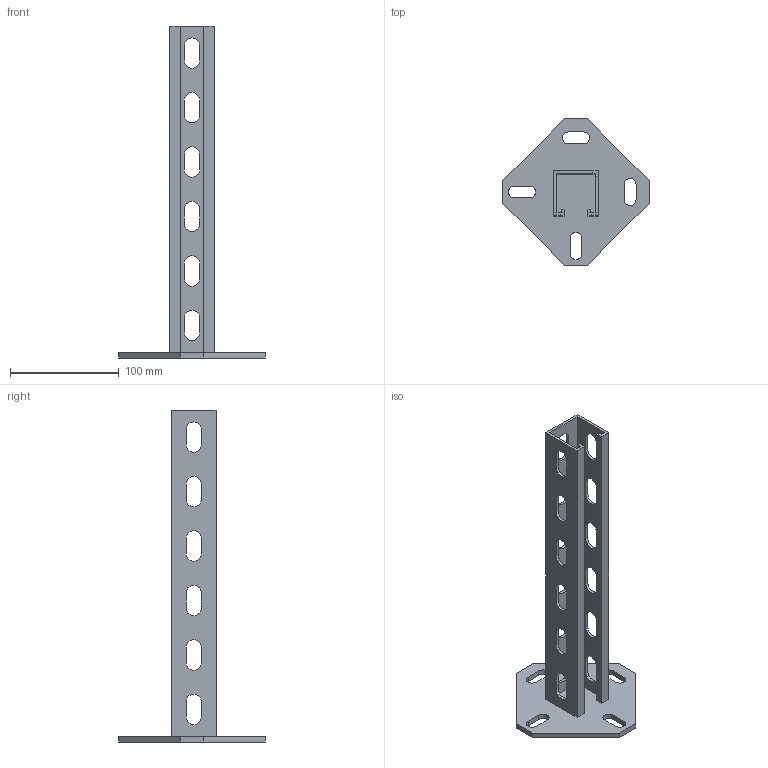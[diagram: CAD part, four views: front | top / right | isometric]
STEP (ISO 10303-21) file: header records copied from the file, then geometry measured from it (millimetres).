
FILE_DESCRIPTION (( 'STEP AP214' ), '1' );
FILE_NAME ('6342782.STEP', '2019-12-02T10:54:24', ( '' ), ( '' ), 'SwSTEP 2.0', 'SolidWorks 2018', '' );
FILE_SCHEMA (( 'AUTOMOTIVE_DESIGN' ));
Length unit declared in the file: millimetre
Products named in the file (3): 6342782; 026840_L=0300; 055764_H=31,5
Assembly tree (2 placements, depth 2):
  6342782
    055764_H=31,5
    026840_L=0300
Bounding box: 134.35 x 134.35 x 305 mm (x, y, z)
Volume: 141772.1 mm3; surface area: 100819.6 mm2
Topology: 2 solids, 2 shells, 158 faces, 462 edges, 308 vertices
Faces by surface type: plane 94, cylinder 64
Entity records: 5452 total; most frequent: CARTESIAN_POINT 933, ORIENTED_EDGE 924, DIRECTION 916, EDGE_CURVE 462, VECTOR 334, LINE 334, VERTEX_POINT 308, AXIS2_PLACEMENT_3D 291
